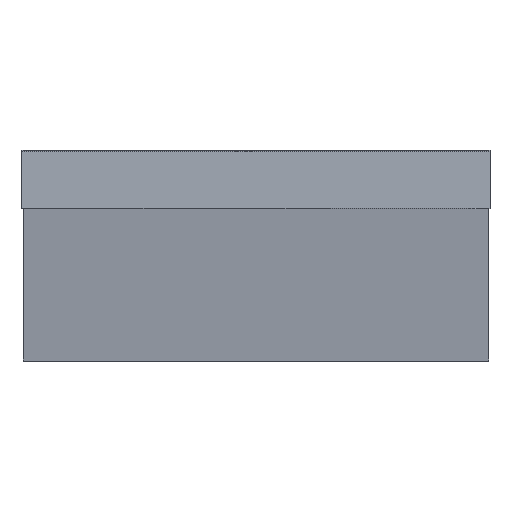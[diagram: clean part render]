
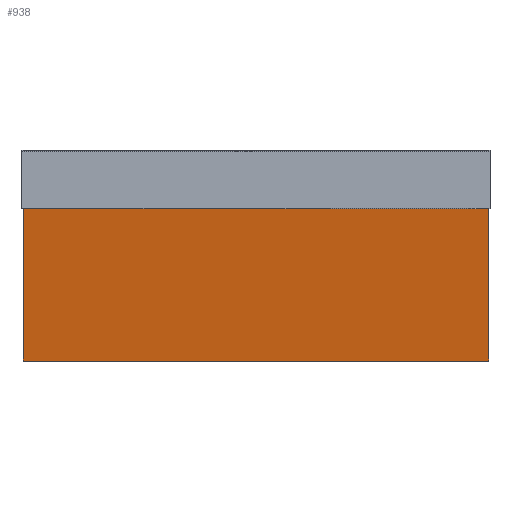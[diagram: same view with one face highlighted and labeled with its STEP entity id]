
A CAD part, top view. The second image highlights one B-rep face of the part: STEP entity #938.
In plain terms, the highlighted planar face has unit normal (0, -0.152, 0.988).
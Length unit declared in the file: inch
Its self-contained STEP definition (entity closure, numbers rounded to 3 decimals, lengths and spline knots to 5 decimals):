
#23=PLANE('',#1008);
#85=FACE_OUTER_BOUND('',#138,.T.);
#138=EDGE_LOOP('',(#702,#703,#704,#705));
#212=LINE('',#1371,#337);
#214=LINE('',#1375,#339);
#215=LINE('',#1377,#340);
#216=LINE('',#1378,#341);
#337=VECTOR('',#1108,39.37008);
#339=VECTOR('',#1112,39.37008);
#340=VECTOR('',#1113,39.37008);
#341=VECTOR('',#1114,39.37008);
#473=VERTEX_POINT('',#1368);
#474=VERTEX_POINT('',#1370);
#475=VERTEX_POINT('',#1374);
#476=VERTEX_POINT('',#1376);
#564=EDGE_CURVE('',#474,#473,#212,.T.);
#566=EDGE_CURVE('',#475,#473,#214,.T.);
#567=EDGE_CURVE('',#476,#475,#215,.T.);
#568=EDGE_CURVE('',#474,#476,#216,.T.);
#702=ORIENTED_EDGE('',*,*,#564,.T.);
#703=ORIENTED_EDGE('',*,*,#566,.F.);
#704=ORIENTED_EDGE('',*,*,#567,.F.);
#705=ORIENTED_EDGE('',*,*,#568,.F.);
#938=ADVANCED_FACE('',(#85),#23,.T.);
#1008=AXIS2_PLACEMENT_3D('',#1373,#1110,#1111);
#1108=DIRECTION('',(1.,0.,0.));
#1110=DIRECTION('center_axis',(0.,-0.152,0.988));
#1111=DIRECTION('ref_axis',(0.,-0.988,-0.152));
#1112=DIRECTION('',(0.,-0.988,-0.152));
#1113=DIRECTION('',(1.,0.,0.));
#1114=DIRECTION('',(0.,0.988,0.152));
#1368=CARTESIAN_POINT('',(0.299,-0.055,0.495));
#1370=CARTESIAN_POINT('',(-0.099,-0.055,0.495));
#1371=CARTESIAN_POINT('',(-1.00898,-0.055,0.495));
#1373=CARTESIAN_POINT('Origin',(-1.00898,0.075,0.515));
#1374=CARTESIAN_POINT('',(0.299,0.075,0.515));
#1375=CARTESIAN_POINT('',(0.299,-0.055,0.495));
#1376=CARTESIAN_POINT('',(-0.099,0.075,0.515));
#1377=CARTESIAN_POINT('',(-1.00898,0.075,0.515));
#1378=CARTESIAN_POINT('',(-0.099,0.125,0.52269));
